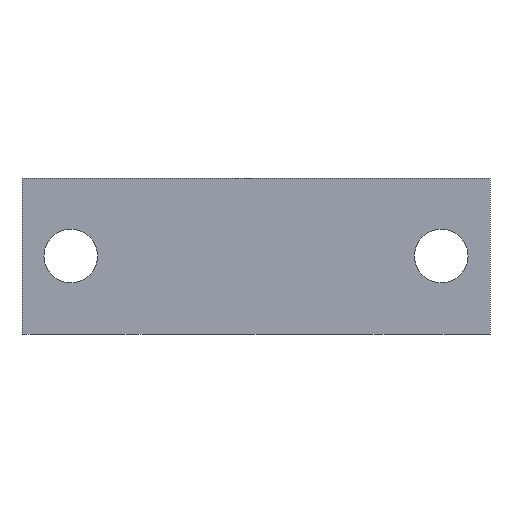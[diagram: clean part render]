
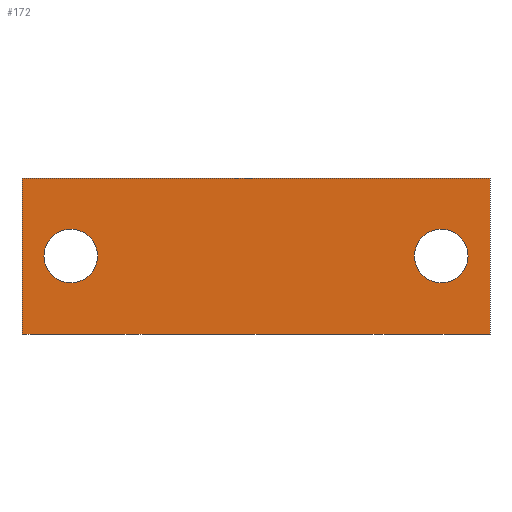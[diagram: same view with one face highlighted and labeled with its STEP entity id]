
A CAD part, front view. The second image highlights one B-rep face of the part: STEP entity #172.
In plain terms, the highlighted planar face has unit normal (0, -1, 0).
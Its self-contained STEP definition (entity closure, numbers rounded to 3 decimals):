
#172 = ADVANCED_FACE( '', ( #420, #421, #422 ), #423, .T. );
#420 = FACE_BOUND( '', #779, .T. );
#421 = FACE_BOUND( '', #780, .T. );
#422 = FACE_OUTER_BOUND( '', #781, .T. );
#423 = PLANE( '', #782 );
#779 = EDGE_LOOP( '', ( #1126 ) );
#780 = EDGE_LOOP( '', ( #1127 ) );
#781 = EDGE_LOOP( '', ( #1128, #1129, #1130, #1131 ) );
#782 = AXIS2_PLACEMENT_3D( '', #1132, #1133, #1134 );
#1126 = ORIENTED_EDGE( '', *, *, #2081, .T. );
#1127 = ORIENTED_EDGE( '', *, *, #2082, .T. );
#1128 = ORIENTED_EDGE( '', *, *, #2083, .F. );
#1129 = ORIENTED_EDGE( '', *, *, #2084, .F. );
#1130 = ORIENTED_EDGE( '', *, *, #2085, .T. );
#1131 = ORIENTED_EDGE( '', *, *, #2086, .T. );
#1132 = CARTESIAN_POINT( '', ( -24., 0., -16. ) );
#1133 = DIRECTION( '', ( 0., -1., 0. ) );
#1134 = DIRECTION( '', ( 0., 0., -1. ) );
#2081 = EDGE_CURVE( '', #2452, #2452, #2453, .T. );
#2082 = EDGE_CURVE( '', #2454, #2454, #2455, .T. );
#2083 = EDGE_CURVE( '', #2456, #2457, #2458, .T. );
#2084 = EDGE_CURVE( '', #2459, #2456, #2460, .T. );
#2085 = EDGE_CURVE( '', #2459, #2461, #2462, .T. );
#2086 = EDGE_CURVE( '', #2461, #2457, #2463, .T. );
#2452 = VERTEX_POINT( '', #3005 );
#2453 = CIRCLE( '', #3006, 2.75 );
#2454 = VERTEX_POINT( '', #3007 );
#2455 = CIRCLE( '', #3008, 2.75 );
#2456 = VERTEX_POINT( '', #3009 );
#2457 = VERTEX_POINT( '', #3010 );
#2458 = LINE( '', #3011, #3012 );
#2459 = VERTEX_POINT( '', #3013 );
#2460 = LINE( '', #3014, #3015 );
#2461 = VERTEX_POINT( '', #3016 );
#2462 = LINE( '', #3017, #3018 );
#2463 = LINE( '', #3019, #3020 );
#3005 = CARTESIAN_POINT( '', ( -16.25, 0., -8. ) );
#3006 = AXIS2_PLACEMENT_3D( '', #3786, #3787, #3788 );
#3007 = CARTESIAN_POINT( '', ( 21.75, 0., -8. ) );
#3008 = AXIS2_PLACEMENT_3D( '', #3789, #3790, #3791 );
#3009 = CARTESIAN_POINT( '', ( -24., 0., 0. ) );
#3010 = CARTESIAN_POINT( '', ( 24., 0., 0. ) );
#3011 = CARTESIAN_POINT( '', ( -24., 0., 0. ) );
#3012 = VECTOR( '', #3792, 1000. );
#3013 = CARTESIAN_POINT( '', ( -24., 0., -16. ) );
#3014 = CARTESIAN_POINT( '', ( -24., 0., -16. ) );
#3015 = VECTOR( '', #3793, 1000. );
#3016 = CARTESIAN_POINT( '', ( 24., 0., -16. ) );
#3017 = CARTESIAN_POINT( '', ( -24., 0., -16. ) );
#3018 = VECTOR( '', #3794, 1000. );
#3019 = CARTESIAN_POINT( '', ( 24., 0., -16. ) );
#3020 = VECTOR( '', #3795, 1000. );
#3786 = CARTESIAN_POINT( '', ( -19., 0., -8. ) );
#3787 = DIRECTION( '', ( 0., 1., 0. ) );
#3788 = DIRECTION( '', ( 1., 0., 0. ) );
#3789 = CARTESIAN_POINT( '', ( 19., 0., -8. ) );
#3790 = DIRECTION( '', ( 0., 1., 0. ) );
#3791 = DIRECTION( '', ( 1., 0., 0. ) );
#3792 = DIRECTION( '', ( 1., 0., 0. ) );
#3793 = DIRECTION( '', ( 0., 0., 1. ) );
#3794 = DIRECTION( '', ( 1., 0., 0. ) );
#3795 = DIRECTION( '', ( 0., 0., 1. ) );
